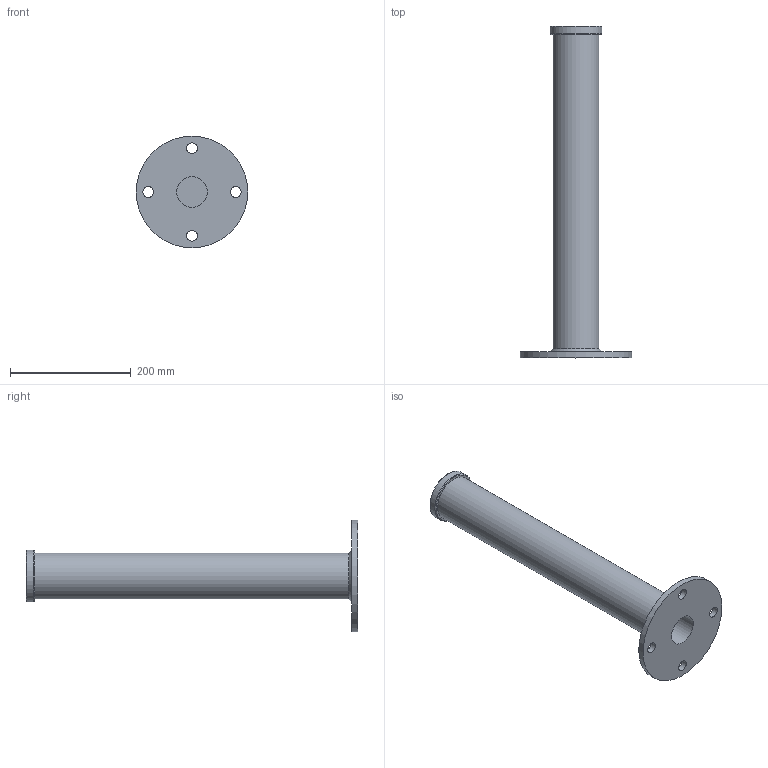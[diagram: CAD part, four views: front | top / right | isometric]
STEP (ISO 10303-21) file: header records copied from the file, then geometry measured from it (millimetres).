
FILE_DESCRIPTION(/* description */ (''),/* implementation_level */ '2;1');
FILE_NAME(/* name */ '50966 HS 68_überprüft.stp',/* time_stamp */ '2014-09-10T11:12:34+02:00',/* author */ ('guzb562'),/* organization */ (''),/* preprocessor_version */ 'ST-DEVELOPER v15.2',/* originating_system */ 'Autodesk Inventor 2014',/* authorisation */ '');
FILE_SCHEMA (('AUTOMOTIVE_DESIGN { 1 0 10303 214 3 1 1 }'));
Length unit declared in the file: millimetre
Products named in the file (1): 50966 HS 68
Bounding box: 185 x 550.1 x 185 mm (x, y, z)
Volume: 1590293 mm3; surface area: 284042.1 mm2
Topology: 2 solids, 2 shells, 225 faces, 585 edges, 389 vertices
Faces by surface type: plane 130, bspline 78, cylinder 14, cone 3
Full cylindrical faces by diameter (mm): 18 x4, 51.082 x1, 64.652 x1, 68.747 x1, 76.1 x1, 86.1 x1, 185 x1
Entity records: 9714 total; most frequent: CARTESIAN_POINT 4643, ORIENTED_EDGE 1144, DIRECTION 743, EDGE_CURVE 572, VERTEX_POINT 389, LINE 385, VECTOR 385, EDGE_LOOP 273
